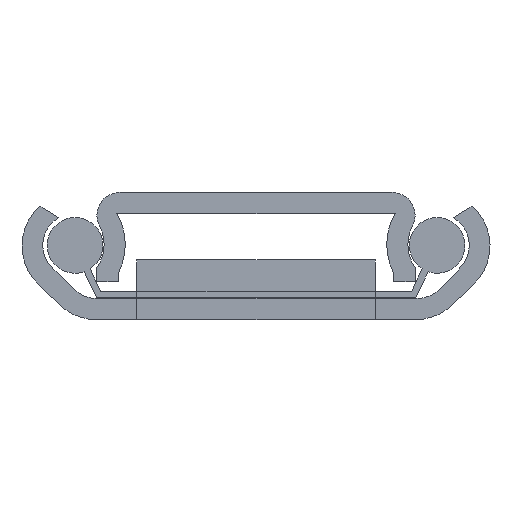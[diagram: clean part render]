
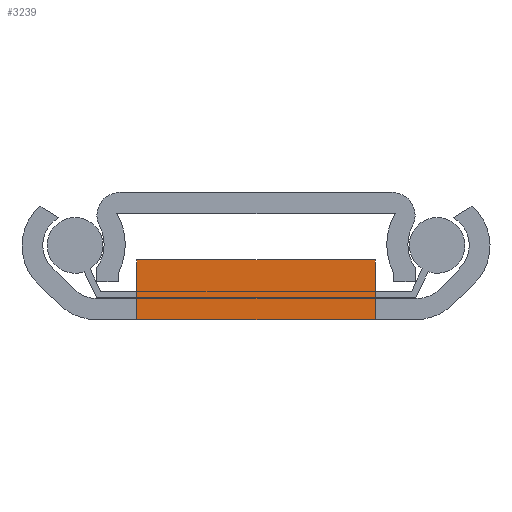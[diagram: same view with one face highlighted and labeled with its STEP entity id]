
A CAD part, left-side view. The second image highlights one B-rep face of the part: STEP entity #3239.
In plain terms, the highlighted face is planar.
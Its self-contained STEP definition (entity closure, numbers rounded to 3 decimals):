
#182 = LINE ( 'NONE', #183, #4134 ) ;
#183 = CARTESIAN_POINT ( 'NONE',  ( 0., 9., -200.8 ) ) ;
#184 = DIRECTION ( 'NONE',  ( 0., -1., 0. ) ) ;
#825 = VERTEX_POINT ( 'NONE', #3202 ) ;
#843 = VERTEX_POINT ( 'NONE', #3220 ) ;
#1032 = EDGE_CURVE ( 'NONE', #3878, #3881, #182, .T. ) ;
#1376 = LINE ( 'NONE', #1377, #3438 ) ;
#1377 = CARTESIAN_POINT ( 'NONE',  ( 4.5, 9., -200.8 ) ) ;
#1378 = DIRECTION ( 'NONE',  ( -1., 0., 0. ) ) ;
#1383 = LINE ( 'NONE', #1384, #3440 ) ;
#1384 = CARTESIAN_POINT ( 'NONE',  ( 4.5, -9., -200.8 ) ) ;
#1385 = DIRECTION ( 'NONE',  ( -1., 0., 0. ) ) ;
#1741 = CARTESIAN_POINT ( 'NONE',  ( 4.5, 9., -200.8 ) ) ;
#1742 = CARTESIAN_POINT ( 'NONE',  ( 4.5, -9., -200.8 ) ) ;
#1762 = CARTESIAN_POINT ( 'NONE',  ( 0., 9., -200.8 ) ) ;
#1765 = CARTESIAN_POINT ( 'NONE',  ( 0., -9., -200.8 ) ) ;
#2302 = ORIENTED_EDGE ( 'NONE', *, *, #3245, .T. ) ;
#2303 = ORIENTED_EDGE ( 'NONE', *, *, #3253, .F. ) ;
#2304 = ORIENTED_EDGE ( 'NONE', *, *, #3279, .F. ) ;
#2305 = ORIENTED_EDGE ( 'NONE', *, *, #3281, .T. ) ;
#2306 = ORIENTED_EDGE ( 'NONE', *, *, #3233, .F. ) ;
#2307 = ORIENTED_EDGE ( 'NONE', *, *, #1032, .F. ) ;
#2844 = LINE ( 'NONE', #2869, #3340 ) ;
#2869 = CARTESIAN_POINT ( 'NONE',  ( 0., -9., -200.8 ) ) ;
#2870 = DIRECTION ( 'NONE',  ( 1., 0., 0. ) ) ;
#2888 = PLANE ( 'NONE',  #3351 ) ;
#2889 = CARTESIAN_POINT ( 'NONE',  ( 0., 9., -200.8 ) ) ;
#2890 = DIRECTION ( 'NONE',  ( 0., 0., 1. ) ) ;
#2891 = DIRECTION ( 'NONE',  ( 1., 0., 0. ) ) ;
#2907 = LINE ( 'NONE', #2908, #3362 ) ;
#2908 = CARTESIAN_POINT ( 'NONE',  ( 0., 9., -200.8 ) ) ;
#2909 = DIRECTION ( 'NONE',  ( 1., 0., 0. ) ) ;
#2934 = LINE ( 'NONE', #2935, #3378 ) ;
#2935 = CARTESIAN_POINT ( 'NONE',  ( 4.5, 9., -200.8 ) ) ;
#2936 = DIRECTION ( 'NONE',  ( 0., 1., 0. ) ) ;
#3202 = CARTESIAN_POINT ( 'NONE',  ( 1.6, -9., -200.8 ) ) ;
#3220 = CARTESIAN_POINT ( 'NONE',  ( 1.6, 9., -200.8 ) ) ;
#3233 = EDGE_CURVE ( 'NONE', #3881, #825, #2844, .T. ) ;
#3239 = ADVANCED_FACE ( 'NONE', ( #3348 ), #2888, .F. ) ;
#3245 = EDGE_CURVE ( 'NONE', #3878, #843, #2907, .T. ) ;
#3253 = EDGE_CURVE ( 'NONE', #3858, #3857, #2934, .T. ) ;
#3279 = EDGE_CURVE ( 'NONE', #3857, #843, #1376, .T. ) ;
#3281 = EDGE_CURVE ( 'NONE', #3858, #825, #1383, .T. ) ;
#3340 = VECTOR ( 'NONE', #2870, 1000. ) ;
#3348 = FACE_OUTER_BOUND ( 'NONE', #4034, .T. ) ;
#3351 = AXIS2_PLACEMENT_3D ( 'NONE', #2889, #2890, #2891 ) ;
#3362 = VECTOR ( 'NONE', #2909, 1000. ) ;
#3378 = VECTOR ( 'NONE', #2936, 1000. ) ;
#3438 = VECTOR ( 'NONE', #1378, 1000. ) ;
#3440 = VECTOR ( 'NONE', #1385, 1000. ) ;
#3857 = VERTEX_POINT ( 'NONE', #1741 ) ;
#3858 = VERTEX_POINT ( 'NONE', #1742 ) ;
#3878 = VERTEX_POINT ( 'NONE', #1762 ) ;
#3881 = VERTEX_POINT ( 'NONE', #1765 ) ;
#4034 = EDGE_LOOP ( 'NONE', ( #2302, #2304, #2303, #2305, #2306, #2307 ) ) ;
#4134 = VECTOR ( 'NONE', #184, 1000. ) ;
